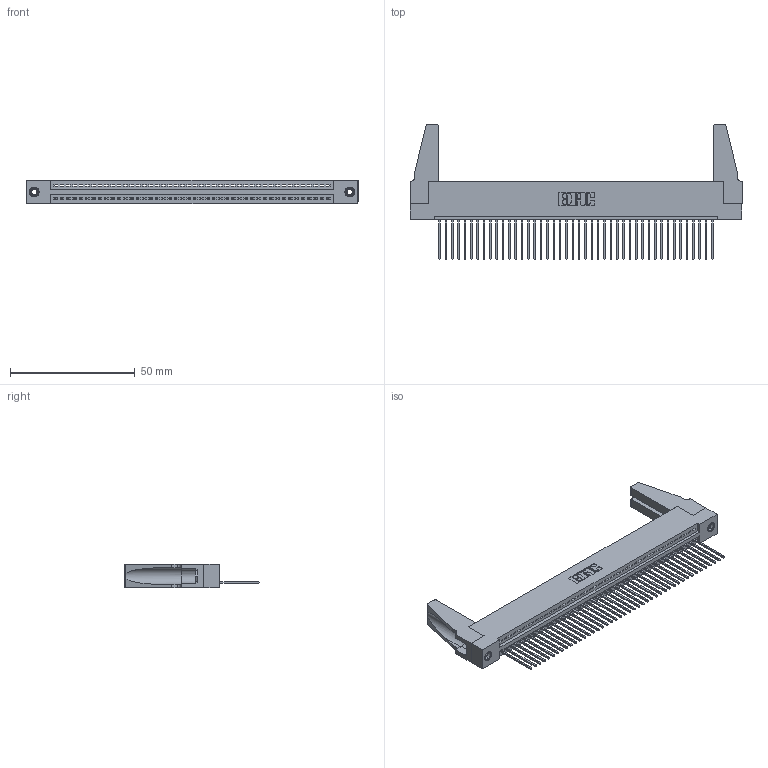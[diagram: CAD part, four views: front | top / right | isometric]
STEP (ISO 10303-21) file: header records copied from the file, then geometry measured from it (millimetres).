
FILE_DESCRIPTION (( 'STEP AP203' ), '1' );
FILE_NAME ('395-044-542-188.STEP', '2019-10-22T16:45:59', ( '' ), ( '' ), 'SwSTEP 2.0', 'SolidWorks 2016', '' );
FILE_SCHEMA (( 'CONFIG_CONTROL_DESIGN' ));
Length unit declared in the file: inch
Products named in the file (5): 395-044-542-188; 345 Part_Flush Mounting Lugs - 0.156 Dia-TH; 345-292-001_345-293-142; 345-220-078_345-220-088; 345-250-001_345-250-001-102
Assembly tree (49 placements, depth 2):
  395-044-542-188
    345 Part_Flush Mounting Lugs - 0.156 Dia-TH
    345-292-001_345-293-142  x44
    345-250-001_345-250-001-102  x2
    345-220-078_345-220-088  x2
Bounding box: 132.99 x 54.15 x 9.4 mm (x, y, z)
Volume: 15998.7 mm3; surface area: 20714.1 mm2
Topology: 49 solids, 49 shells, 2802 faces, 8399 edges, 5530 vertices
Faces by surface type: plane 1912, cylinder 874, cone 12, torus 4
Entity records: 35012 total; most frequent: CARTESIAN_POINT 6054, ORIENTED_EDGE 5992, DIRECTION 5292, EDGE_CURVE 2996, LINE 2646, VECTOR 2646, VERTEX_POINT 1990, AXIS2_PLACEMENT_3D 1323
